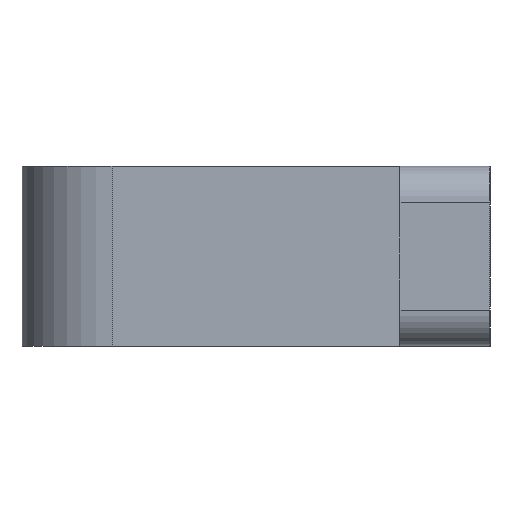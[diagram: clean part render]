
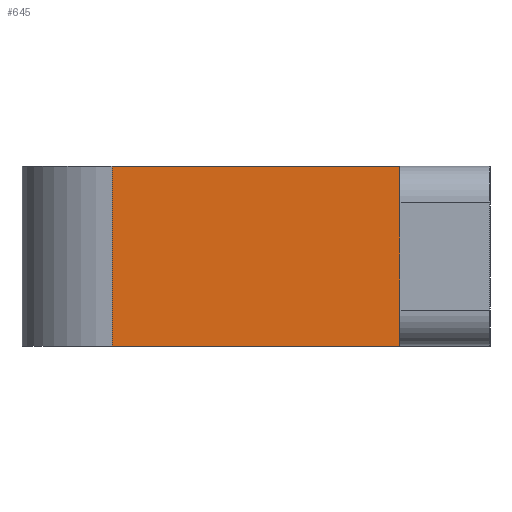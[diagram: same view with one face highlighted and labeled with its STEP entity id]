
A CAD part, left-side view. The second image highlights one B-rep face of the part: STEP entity #645.
In plain terms, the highlighted planar face has unit normal (-1, 0, 0).
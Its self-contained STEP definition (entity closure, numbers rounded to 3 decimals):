
#37 = AXIS2_PLACEMENT_3D ( 'NONE', #472, #482, #483 ) ;
#63 = EDGE_CURVE ( 'NONE', #813, #861, #1348, .T. ) ;
#65 = EDGE_CURVE ( 'NONE', #860, #813, #1352, .T. ) ;
#66 = EDGE_CURVE ( 'NONE', #860, #810, #1358, .T. ) ;
#67 = EDGE_CURVE ( 'NONE', #810, #861, #1351, .T. ) ;
#314 = CARTESIAN_POINT ( 'NONE',  ( -13.5, 21., 0. ) ) ;
#315 = CARTESIAN_POINT ( 'NONE',  ( -13.5, 5., -10. ) ) ;
#418 = CARTESIAN_POINT ( 'NONE',  ( -13.5, 21., -10. ) ) ;
#421 = CARTESIAN_POINT ( 'NONE',  ( -13.5, 5., 0. ) ) ;
#472 = CARTESIAN_POINT ( 'NONE',  ( -13.5, 15., -10. ) ) ;
#475 = PLANE ( 'NONE',  #37 ) ;
#480 = FACE_OUTER_BOUND ( 'NONE', #588, .T. ) ;
#482 = DIRECTION ( 'NONE',  ( 1., 0., 0. ) ) ;
#483 = DIRECTION ( 'NONE',  ( 0., 0., -1. ) ) ;
#588 = EDGE_LOOP ( 'NONE', ( #1038, #1037, #1036, #1035 ) ) ;
#645 = ADVANCED_FACE ( 'NONE', ( #480 ), #475, .F. ) ;
#810 = VERTEX_POINT ( 'NONE', #418 ) ;
#813 = VERTEX_POINT ( 'NONE', #421 ) ;
#860 = VERTEX_POINT ( 'NONE', #314 ) ;
#861 = VERTEX_POINT ( 'NONE', #315 ) ;
#1035 = ORIENTED_EDGE ( 'NONE', *, *, #63, .F. ) ;
#1036 = ORIENTED_EDGE ( 'NONE', *, *, #67, .T. ) ;
#1037 = ORIENTED_EDGE ( 'NONE', *, *, #66, .T. ) ;
#1038 = ORIENTED_EDGE ( 'NONE', *, *, #65, .F. ) ;
#1158 = VECTOR ( 'NONE', #1357, 1000. ) ;
#1164 = VECTOR ( 'NONE', #1350, 1000. ) ;
#1166 = VECTOR ( 'NONE', #1362, 1000. ) ;
#1168 = VECTOR ( 'NONE', #1360, 1000. ) ;
#1348 = LINE ( 'NONE', #1349, #1164 ) ;
#1349 = CARTESIAN_POINT ( 'NONE',  ( -13.5, 5., 0. ) ) ;
#1350 = DIRECTION ( 'NONE',  ( 0., 0., -1. ) ) ;
#1351 = LINE ( 'NONE', #1361, #1166 ) ;
#1352 = LINE ( 'NONE', #1356, #1158 ) ;
#1356 = CARTESIAN_POINT ( 'NONE',  ( -13.5, 15., 0. ) ) ;
#1357 = DIRECTION ( 'NONE',  ( 0., -1., 0. ) ) ;
#1358 = LINE ( 'NONE', #1359, #1168 ) ;
#1359 = CARTESIAN_POINT ( 'NONE',  ( -13.5, 21., -10. ) ) ;
#1360 = DIRECTION ( 'NONE',  ( 0., 0., -1. ) ) ;
#1361 = CARTESIAN_POINT ( 'NONE',  ( -13.5, 15., -10. ) ) ;
#1362 = DIRECTION ( 'NONE',  ( 0., -1., 0. ) ) ;
